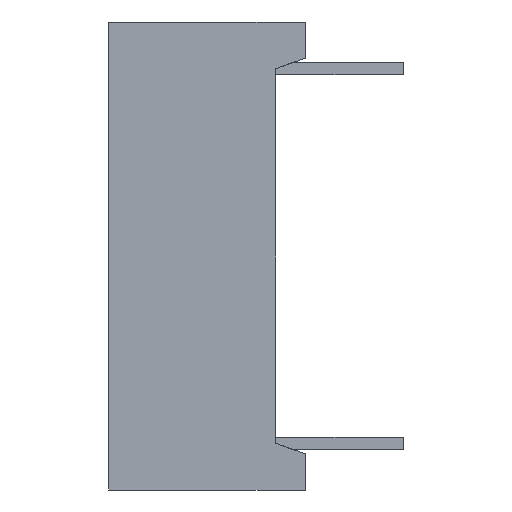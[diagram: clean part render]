
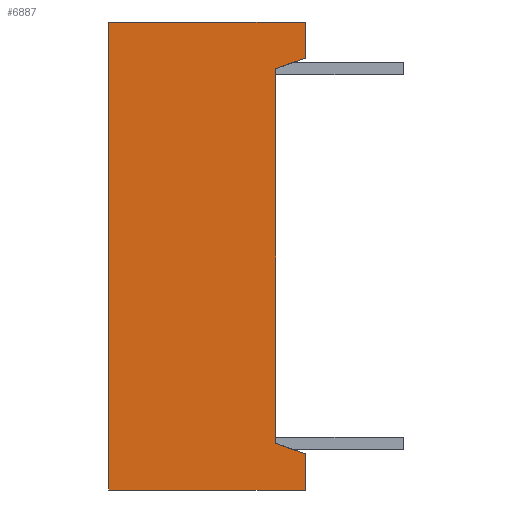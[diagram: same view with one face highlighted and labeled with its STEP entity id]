
A CAD part, left-side view. The second image highlights one B-rep face of the part: STEP entity #6887.
In plain terms, the highlighted planar face has unit normal (-1, 0, 0).
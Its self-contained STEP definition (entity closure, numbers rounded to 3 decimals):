
#172 = EDGE_LOOP ( 'NONE', ( #25820, #13718, #27216, #2061, #281, #13642, #7443, #26333 ) ) ;
#181 = DIRECTION ( 'NONE',  ( 0., -0.94, -0.342 ) ) ;
#225 = VECTOR ( 'NONE', #943, 1000. ) ;
#281 = ORIENTED_EDGE ( 'NONE', *, *, #20596, .F. ) ;
#644 = DIRECTION ( 'NONE',  ( 0., 1., 0. ) ) ;
#725 = CARTESIAN_POINT ( 'NONE',  ( -12.5, -8., -24.589 ) ) ;
#943 = DIRECTION ( 'NONE',  ( 0., 0., -1. ) ) ;
#1176 = VERTEX_POINT ( 'NONE', #21316 ) ;
#1936 = VECTOR ( 'NONE', #644, 1000. ) ;
#2061 = ORIENTED_EDGE ( 'NONE', *, *, #16203, .F. ) ;
#2872 = PLANE ( 'NONE',  #23535 ) ;
#4383 = EDGE_CURVE ( 'NONE', #7884, #13976, #16985, .T. ) ;
#4487 = LINE ( 'NONE', #15189, #6478 ) ;
#4959 = DIRECTION ( 'NONE',  ( 0., 0., -1. ) ) ;
#6122 = CARTESIAN_POINT ( 'NONE',  ( -12.5, -8., -9.525 ) ) ;
#6478 = VECTOR ( 'NONE', #181, 1000. ) ;
#6623 = CARTESIAN_POINT ( 'NONE',  ( -12.5, -8., 8.057 ) ) ;
#6656 = DIRECTION ( 'NONE',  ( 0., 0.94, -0.342 ) ) ;
#6676 = EDGE_CURVE ( 'NONE', #18322, #19261, #4487, .T. ) ;
#6887 = ADVANCED_FACE ( 'NONE', ( #25295 ), #2872, .F. ) ;
#7142 = CARTESIAN_POINT ( 'NONE',  ( -12.5, -8., -24.589 ) ) ;
#7260 = DIRECTION ( 'NONE',  ( 0., 0., -1. ) ) ;
#7443 = ORIENTED_EDGE ( 'NONE', *, *, #6676, .F. ) ;
#7562 = LINE ( 'NONE', #13436, #1936 ) ;
#7884 = VERTEX_POINT ( 'NONE', #16875 ) ;
#8235 = VECTOR ( 'NONE', #6656, 1000. ) ;
#8402 = CARTESIAN_POINT ( 'NONE',  ( -12.5, -8., 8.057 ) ) ;
#9351 = CARTESIAN_POINT ( 'NONE',  ( -12.5, -6.8, 7.62 ) ) ;
#9743 = LINE ( 'NONE', #26208, #225 ) ;
#10409 = VECTOR ( 'NONE', #18901, 1000. ) ;
#10632 = EDGE_CURVE ( 'NONE', #18436, #18322, #16865, .T. ) ;
#12466 = EDGE_CURVE ( 'NONE', #13976, #27177, #9743, .T. ) ;
#13323 = DIRECTION ( 'NONE',  ( 0., -1., 0. ) ) ;
#13436 = CARTESIAN_POINT ( 'NONE',  ( -12.5, -8., -9.525 ) ) ;
#13642 = ORIENTED_EDGE ( 'NONE', *, *, #24265, .F. ) ;
#13718 = ORIENTED_EDGE ( 'NONE', *, *, #12466, .F. ) ;
#13976 = VERTEX_POINT ( 'NONE', #26098 ) ;
#15189 = CARTESIAN_POINT ( 'NONE',  ( -12.5, -7.089, -7.725 ) ) ;
#16196 = VECTOR ( 'NONE', #4959, 1000. ) ;
#16203 = EDGE_CURVE ( 'NONE', #1176, #7884, #20953, .T. ) ;
#16865 = LINE ( 'NONE', #26007, #16196 ) ;
#16875 = CARTESIAN_POINT ( 'NONE',  ( -12.5, 0., 9.525 ) ) ;
#16985 = LINE ( 'NONE', #19775, #21921 ) ;
#18322 = VERTEX_POINT ( 'NONE', #21536 ) ;
#18436 = VERTEX_POINT ( 'NONE', #9351 ) ;
#18901 = DIRECTION ( 'NONE',  ( 0., 0., 1. ) ) ;
#19261 = VERTEX_POINT ( 'NONE', #19683 ) ;
#19427 = LINE ( 'NONE', #725, #22069 ) ;
#19447 = LINE ( 'NONE', #8402, #8235 ) ;
#19683 = CARTESIAN_POINT ( 'NONE',  ( -12.5, -8., -8.057 ) ) ;
#19775 = CARTESIAN_POINT ( 'NONE',  ( -12.5, -8., 9.525 ) ) ;
#20596 = EDGE_CURVE ( 'NONE', #23712, #1176, #7562, .T. ) ;
#20953 = LINE ( 'NONE', #21215, #10409 ) ;
#21215 = CARTESIAN_POINT ( 'NONE',  ( -12.5, 0., -24.589 ) ) ;
#21316 = CARTESIAN_POINT ( 'NONE',  ( -12.5, 0., -9.525 ) ) ;
#21536 = CARTESIAN_POINT ( 'NONE',  ( -12.5, -6.8, -7.62 ) ) ;
#21921 = VECTOR ( 'NONE', #13323, 1000. ) ;
#22069 = VECTOR ( 'NONE', #7260, 1000. ) ;
#22529 = DIRECTION ( 'NONE',  ( 0., 0., -1. ) ) ;
#23535 = AXIS2_PLACEMENT_3D ( 'NONE', #7142, #26338, #22529 ) ;
#23712 = VERTEX_POINT ( 'NONE', #6122 ) ;
#24265 = EDGE_CURVE ( 'NONE', #19261, #23712, #19427, .T. ) ;
#25295 = FACE_OUTER_BOUND ( 'NONE', #172, .T. ) ;
#25820 = ORIENTED_EDGE ( 'NONE', *, *, #26689, .F. ) ;
#26007 = CARTESIAN_POINT ( 'NONE',  ( -12.5, -6.8, -9.525 ) ) ;
#26098 = CARTESIAN_POINT ( 'NONE',  ( -12.5, -8., 9.525 ) ) ;
#26208 = CARTESIAN_POINT ( 'NONE',  ( -12.5, -8., -24.589 ) ) ;
#26333 = ORIENTED_EDGE ( 'NONE', *, *, #10632, .F. ) ;
#26338 = DIRECTION ( 'NONE',  ( 1., 0., 0. ) ) ;
#26689 = EDGE_CURVE ( 'NONE', #27177, #18436, #19447, .T. ) ;
#27177 = VERTEX_POINT ( 'NONE', #6623 ) ;
#27216 = ORIENTED_EDGE ( 'NONE', *, *, #4383, .F. ) ;
